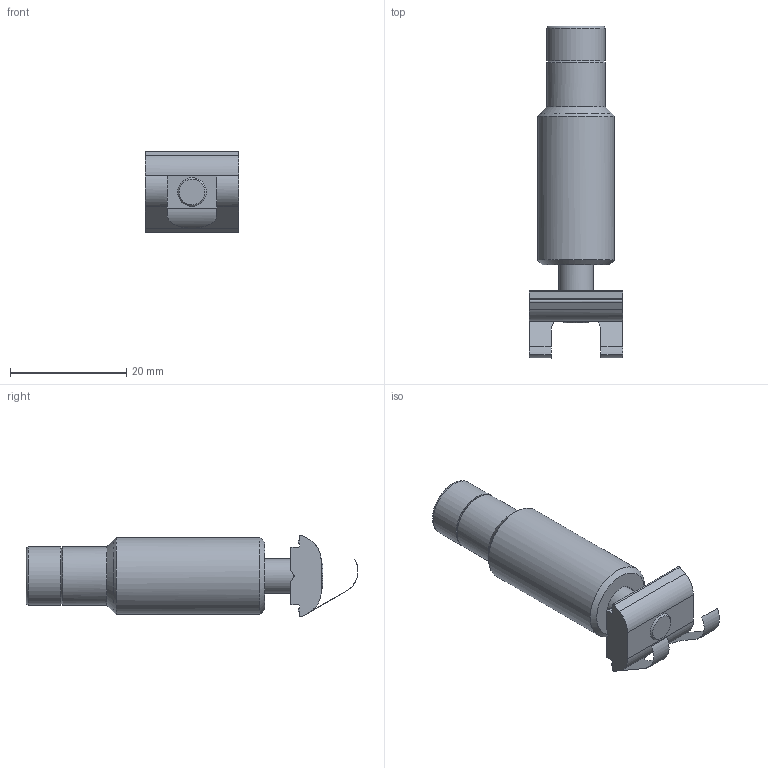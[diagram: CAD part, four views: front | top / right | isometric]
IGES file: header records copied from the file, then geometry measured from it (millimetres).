
Global section: file name: H342645; native system: Autodesk Inventor 2018; preprocessor: unknown; author: jiri.spacek; date: 20191116.101254; units: millimetre
Bounding box: 16 x 57.04 x 14 mm (x, y, z)
Volume: 5559.7 mm3; surface area: 4306.8 mm2
Topology: 3 solids, 3 shells, 84 faces, 234 edges, 159 vertices
Faces by surface type: bspline 82, revolution 2
